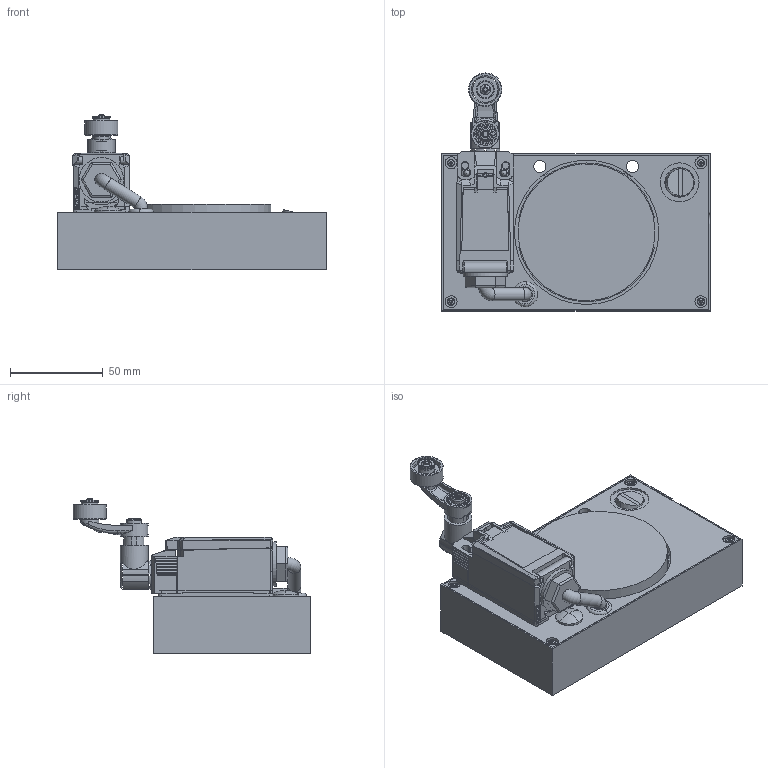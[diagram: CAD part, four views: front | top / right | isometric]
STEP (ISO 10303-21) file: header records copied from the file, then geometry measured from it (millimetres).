
FILE_DESCRIPTION(/* description */ (''),/* implementation_level */ '2;1');
FILE_NAME(/* name */ '106457_LS07-K-SK-LED-M1.stp',/* time_stamp */ '2024-08-23T18:16:26+02:00',/* author */ ('CAD'),/* organization */ (''),/* preprocessor_version */ 'ST-DEVELOPER v15.6',/* originating_system */ 'Autodesk Inventor 2015',/* authorisation */ '');
FILE_SCHEMA (('AUTOMOTIVE_DESIGN { 1 0 10303 214 3 1 1 }'));
Length unit declared in the file: millimetre
Products named in the file (1): 106457_LS07-K-SK-LED-M1_Shrinkwrap_1
Bounding box: 145 x 128.5 x 83.85 mm (x, y, z)
Surface area: 98214 mm2 (no closed solid volume)
Topology: 0 solids, 80 shells, 442 faces, 3103 edges, 2690 vertices
Faces by surface type: plane 269, cylinder 99, cone 29, bspline 19, sphere 14, torus 12
Full cylindrical faces by diameter (mm): 2.97 x1, 3.2 x2, 3.95 x2, 6.5 x6, 7 x2, 8 x1, 9 x1, 9.3 x1, 9.7 x1, 10 x1, 15 x2, 16 x1, 18 x1, 21 x1, 24 x1, 74 x2, 78 x1
Entity records: 33857 total; most frequent: CARTESIAN_POINT 12020, DIRECTION 3971, ORIENTED_EDGE 3688, EDGE_CURVE 3010, VERTEX_POINT 2667, LINE 1713, VECTOR 1713, AXIS2_PLACEMENT_3D 1129
